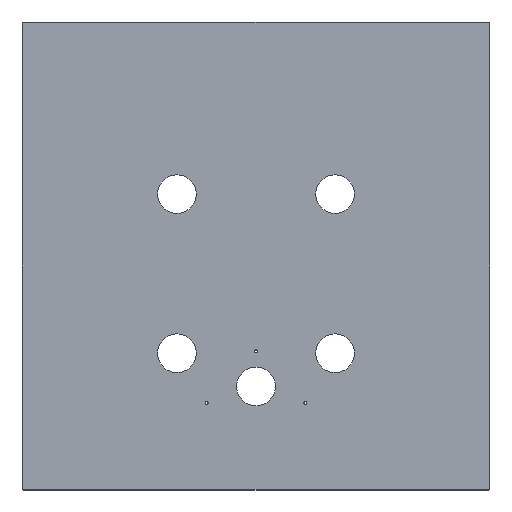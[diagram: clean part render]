
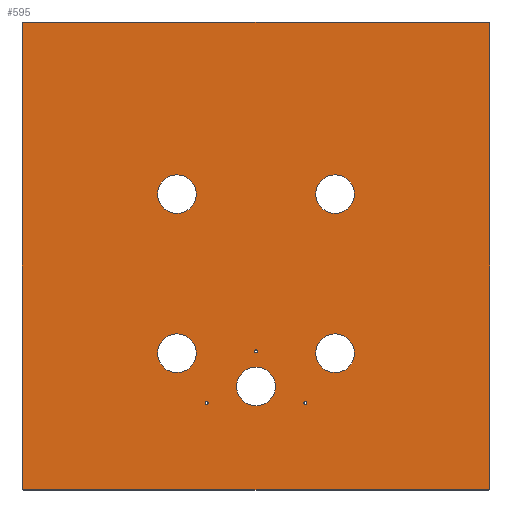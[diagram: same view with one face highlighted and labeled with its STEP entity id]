
A CAD part, top view. The second image highlights one B-rep face of the part: STEP entity #595.
In plain terms, the highlighted planar face has unit normal (0, 0, 1).
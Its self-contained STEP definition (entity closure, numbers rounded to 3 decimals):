
#42 = VERTEX_POINT('',#43);
#43 = CARTESIAN_POINT('',(-245.111,259.776,20.1
    ));
#49 = EDGE_CURVE('',#42,#50,#52,.T.);
#50 = VERTEX_POINT('',#51);
#51 = CARTESIAN_POINT('',(-245.111,-219.224,
    20.1));
#52 = LINE('',#53,#54);
#53 = CARTESIAN_POINT('',(-245.111,259.776,20.1
    ));
#54 = VECTOR('',#55,1.);
#55 = DIRECTION('',(0.,-1.,0.));
#80 = EDGE_CURVE('',#50,#81,#83,.T.);
#81 = VERTEX_POINT('',#82);
#82 = CARTESIAN_POINT('',(-243.111,-221.224,
    20.1));
#83 = CIRCLE('',#84,2.);
#84 = AXIS2_PLACEMENT_3D('',#85,#86,#87);
#85 = CARTESIAN_POINT('',(-243.111,-219.224,
    20.1));
#86 = DIRECTION('',(0.,0.,1.));
#87 = DIRECTION('',(1.,0.,0.));
#113 = EDGE_CURVE('',#81,#114,#116,.T.);
#114 = VERTEX_POINT('',#115);
#115 = CARTESIAN_POINT('',(235.889,-221.224,
    20.1));
#116 = LINE('',#117,#118);
#117 = CARTESIAN_POINT('',(-243.111,-221.224,
    20.1));
#118 = VECTOR('',#119,1.);
#119 = DIRECTION('',(1.,0.,0.));
#144 = EDGE_CURVE('',#114,#145,#147,.T.);
#145 = VERTEX_POINT('',#146);
#146 = CARTESIAN_POINT('',(237.889,-219.224,
    20.1));
#147 = CIRCLE('',#148,2.);
#148 = AXIS2_PLACEMENT_3D('',#149,#150,#151);
#149 = CARTESIAN_POINT('',(235.889,-219.224,
    20.1));
#150 = DIRECTION('',(0.,0.,1.));
#151 = DIRECTION('',(1.,0.,0.));
#177 = EDGE_CURVE('',#145,#178,#180,.T.);
#178 = VERTEX_POINT('',#179);
#179 = CARTESIAN_POINT('',(237.889,259.776,
    20.1));
#180 = LINE('',#181,#182);
#181 = CARTESIAN_POINT('',(237.889,-219.224,
    20.1));
#182 = VECTOR('',#183,1.);
#183 = DIRECTION('',(0.,1.,0.));
#208 = EDGE_CURVE('',#178,#209,#211,.T.);
#209 = VERTEX_POINT('',#210);
#210 = CARTESIAN_POINT('',(235.889,261.776,
    20.1));
#211 = CIRCLE('',#212,2.);
#212 = AXIS2_PLACEMENT_3D('',#213,#214,#215);
#213 = CARTESIAN_POINT('',(235.889,259.776,
    20.1));
#214 = DIRECTION('',(0.,0.,1.));
#215 = DIRECTION('',(1.,0.,0.));
#241 = EDGE_CURVE('',#209,#242,#244,.T.);
#242 = VERTEX_POINT('',#243);
#243 = CARTESIAN_POINT('',(-243.111,261.776,
    20.1));
#244 = LINE('',#245,#246);
#245 = CARTESIAN_POINT('',(235.889,261.776,
    20.1));
#246 = VECTOR('',#247,1.);
#247 = DIRECTION('',(-1.,0.,0.));
#272 = EDGE_CURVE('',#242,#42,#273,.T.);
#273 = CIRCLE('',#274,2.);
#274 = AXIS2_PLACEMENT_3D('',#275,#276,#277);
#275 = CARTESIAN_POINT('',(-243.111,259.776,
    20.1));
#276 = DIRECTION('',(0.,0.,1.));
#277 = DIRECTION('',(1.,0.,0.));
#298 = VERTEX_POINT('',#299);
#299 = CARTESIAN_POINT('',(98.066,84.072,
    20.1));
#305 = EDGE_CURVE('',#298,#298,#306,.T.);
#306 = CIRCLE('',#307,20.);
#307 = AXIS2_PLACEMENT_3D('',#308,#309,#310);
#308 = CARTESIAN_POINT('',(78.066,84.072,
    20.1));
#309 = DIRECTION('',(0.,0.,1.));
#310 = DIRECTION('',(1.,0.,0.));
#331 = VERTEX_POINT('',#332);
#332 = CARTESIAN_POINT('',(-65.288,84.072,
    20.1));
#338 = EDGE_CURVE('',#331,#331,#339,.T.);
#339 = CIRCLE('',#340,20.);
#340 = AXIS2_PLACEMENT_3D('',#341,#342,#343);
#341 = CARTESIAN_POINT('',(-85.288,84.072,
    20.1));
#342 = DIRECTION('',(0.,0.,1.));
#343 = DIRECTION('',(1.,0.,0.));
#364 = VERTEX_POINT('',#365);
#365 = CARTESIAN_POINT('',(98.066,-80.078,
    20.1));
#371 = EDGE_CURVE('',#364,#364,#372,.T.);
#372 = CIRCLE('',#373,20.);
#373 = AXIS2_PLACEMENT_3D('',#374,#375,#376);
#374 = CARTESIAN_POINT('',(78.066,-80.078,
    20.1));
#375 = DIRECTION('',(0.,0.,1.));
#376 = DIRECTION('',(1.,0.,0.));
#397 = VERTEX_POINT('',#398);
#398 = CARTESIAN_POINT('',(-65.288,-80.078,
    20.1));
#404 = EDGE_CURVE('',#397,#397,#405,.T.);
#405 = CIRCLE('',#406,20.);
#406 = AXIS2_PLACEMENT_3D('',#407,#408,#409);
#407 = CARTESIAN_POINT('',(-85.288,-80.078,
    20.1));
#408 = DIRECTION('',(0.,0.,1.));
#409 = DIRECTION('',(1.,0.,0.));
#430 = VERTEX_POINT('',#431);
#431 = CARTESIAN_POINT('',(16.389,-114.374,
    20.1));
#437 = EDGE_CURVE('',#430,#430,#438,.T.);
#438 = CIRCLE('',#439,20.);
#439 = AXIS2_PLACEMENT_3D('',#440,#441,#442);
#440 = CARTESIAN_POINT('',(-3.611,-114.374,
    20.1));
#441 = DIRECTION('',(0.,0.,1.));
#442 = DIRECTION('',(1.,0.,0.));
#463 = VERTEX_POINT('',#464);
#464 = CARTESIAN_POINT('',(48.956,-131.224,
    20.1));
#470 = EDGE_CURVE('',#463,#463,#471,.T.);
#471 = CIRCLE('',#472,1.6);
#472 = AXIS2_PLACEMENT_3D('',#473,#474,#475);
#473 = CARTESIAN_POINT('',(47.356,-131.224,
    20.1));
#474 = DIRECTION('',(0.,0.,1.));
#475 = DIRECTION('',(1.,0.,0.));
#496 = VERTEX_POINT('',#497);
#497 = CARTESIAN_POINT('',(-52.978,-131.224,
    20.1));
#503 = EDGE_CURVE('',#496,#496,#504,.T.);
#504 = CIRCLE('',#505,1.6);
#505 = AXIS2_PLACEMENT_3D('',#506,#507,#508);
#506 = CARTESIAN_POINT('',(-54.578,-131.224,
    20.1));
#507 = DIRECTION('',(0.,0.,1.));
#508 = DIRECTION('',(1.,0.,0.));
#529 = VERTEX_POINT('',#530);
#530 = CARTESIAN_POINT('',(-2.011,-78.002,
    20.1));
#536 = EDGE_CURVE('',#529,#529,#537,.T.);
#537 = CIRCLE('',#538,1.6);
#538 = AXIS2_PLACEMENT_3D('',#539,#540,#541);
#539 = CARTESIAN_POINT('',(-3.611,-78.002,
    20.1));
#540 = DIRECTION('',(0.,0.,1.));
#541 = DIRECTION('',(1.,0.,0.));
#595 = ADVANCED_FACE('',(#596,#606,#609,#612,#615,#618,#621,#624,#627),
  #630,.T.);
#596 = FACE_BOUND('',#597,.T.);
#597 = EDGE_LOOP('',(#598,#599,#600,#601,#602,#603,#604,#605));
#598 = ORIENTED_EDGE('',*,*,#49,.T.);
#599 = ORIENTED_EDGE('',*,*,#80,.T.);
#600 = ORIENTED_EDGE('',*,*,#113,.T.);
#601 = ORIENTED_EDGE('',*,*,#144,.T.);
#602 = ORIENTED_EDGE('',*,*,#177,.T.);
#603 = ORIENTED_EDGE('',*,*,#208,.T.);
#604 = ORIENTED_EDGE('',*,*,#241,.T.);
#605 = ORIENTED_EDGE('',*,*,#272,.T.);
#606 = FACE_BOUND('',#607,.F.);
#607 = EDGE_LOOP('',(#608));
#608 = ORIENTED_EDGE('',*,*,#305,.T.);
#609 = FACE_BOUND('',#610,.F.);
#610 = EDGE_LOOP('',(#611));
#611 = ORIENTED_EDGE('',*,*,#338,.T.);
#612 = FACE_BOUND('',#613,.F.);
#613 = EDGE_LOOP('',(#614));
#614 = ORIENTED_EDGE('',*,*,#371,.T.);
#615 = FACE_BOUND('',#616,.F.);
#616 = EDGE_LOOP('',(#617));
#617 = ORIENTED_EDGE('',*,*,#404,.T.);
#618 = FACE_BOUND('',#619,.F.);
#619 = EDGE_LOOP('',(#620));
#620 = ORIENTED_EDGE('',*,*,#437,.T.);
#621 = FACE_BOUND('',#622,.F.);
#622 = EDGE_LOOP('',(#623));
#623 = ORIENTED_EDGE('',*,*,#470,.T.);
#624 = FACE_BOUND('',#625,.F.);
#625 = EDGE_LOOP('',(#626));
#626 = ORIENTED_EDGE('',*,*,#503,.T.);
#627 = FACE_BOUND('',#628,.F.);
#628 = EDGE_LOOP('',(#629));
#629 = ORIENTED_EDGE('',*,*,#536,.T.);
#630 = PLANE('',#631);
#631 = AXIS2_PLACEMENT_3D('',#632,#633,#634);
#632 = CARTESIAN_POINT('',(-3.611,10.196,
    20.1));
#633 = DIRECTION('',(0.,0.,1.));
#634 = DIRECTION('',(1.,0.,0.));
